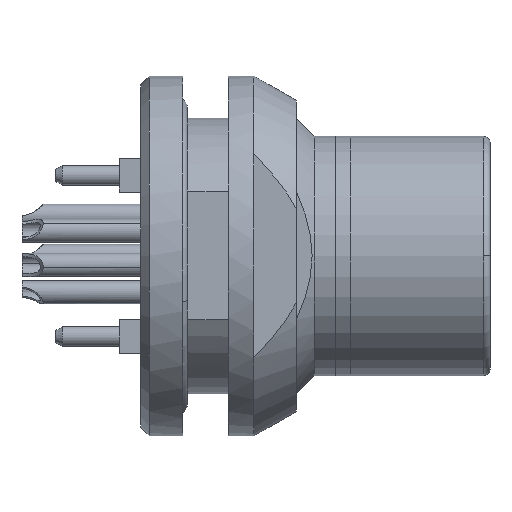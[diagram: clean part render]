
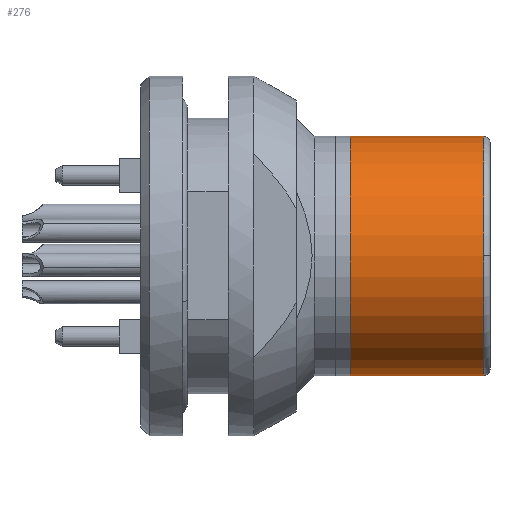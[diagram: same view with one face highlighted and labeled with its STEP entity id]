
A CAD part, top view. The second image highlights one B-rep face of the part: STEP entity #276.
In plain terms, the highlighted cylindrical face has radius 5.65 mm (diameter 11.3 mm), a partial arc.
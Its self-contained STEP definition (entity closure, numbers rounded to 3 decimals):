
#276=ADVANCED_FACE('',(#655),#656,.T.);
#655=FACE_OUTER_BOUND('',#1158,.T.);
#656=CYLINDRICAL_SURFACE('',#1159,5.65);
#1158=EDGE_LOOP('',(#1963,#1964,#1965,#1966,#1967));
#1159=AXIS2_PLACEMENT_3D('',#1968,#1969,#1970);
#1963=ORIENTED_EDGE('',*,*,#3297,.F.);
#1964=ORIENTED_EDGE('',*,*,#3298,.T.);
#1965=ORIENTED_EDGE('',*,*,#3299,.F.);
#1966=ORIENTED_EDGE('',*,*,#3300,.F.);
#1967=ORIENTED_EDGE('',*,*,#3301,.F.);
#1968=CARTESIAN_POINT('',(-3.3,0.,0.0));
#1969=DIRECTION('',(-1.0,0.0,0.0));
#1970=DIRECTION('',(0.0,1.0,0.0));
#3297=EDGE_CURVE('',#4093,#4094,#4095,.T.);
#3298=EDGE_CURVE('',#4093,#4096,#4097,.T.);
#3299=EDGE_CURVE('',#4098,#4096,#4099,.T.);
#3300=EDGE_CURVE('',#4100,#4098,#4101,.T.);
#3301=EDGE_CURVE('',#4094,#4100,#4102,.T.);
#4093=VERTEX_POINT('',#6021);
#4094=VERTEX_POINT('',#6022);
#4095=LINE('',#6023,#6024);
#4096=VERTEX_POINT('',#6025);
#4097=CIRCLE('',#6026,5.65);
#4098=VERTEX_POINT('',#6027);
#4099=LINE('',#6028,#6029);
#4100=VERTEX_POINT('',#6030);
#4101=CIRCLE('',#6031,5.65);
#4102=CIRCLE('',#6032,5.65);
#6021=CARTESIAN_POINT('',(-6.6,5.65,0.0));
#6022=CARTESIAN_POINT('',(-0.3,5.65,0.));
#6023=CARTESIAN_POINT('',(-3.3,5.65,0.));
#6024=VECTOR('',#7146,1.0);
#6025=CARTESIAN_POINT('',(-6.6,-5.65,0.));
#6026=AXIS2_PLACEMENT_3D('',#7147,#7148,#7149);
#6027=CARTESIAN_POINT('',(-0.3,-5.65,0.));
#6028=CARTESIAN_POINT('',(-3.3,-5.65,0.));
#6029=VECTOR('',#7150,5.65);
#6030=CARTESIAN_POINT('',(-0.3,0.,5.65));
#6031=AXIS2_PLACEMENT_3D('',#7151,#7152,#7153);
#6032=AXIS2_PLACEMENT_3D('',#7154,#7155,#7156);
#7146=DIRECTION('',(1.0,-0.0,-0.0));
#7147=CARTESIAN_POINT('',(-6.6,0.,0.0));
#7148=DIRECTION('',(1.0,0.0,0.0));
#7149=DIRECTION('',(0.0,1.0,0.0));
#7150=DIRECTION('',(-1.0,0.,0.0));
#7151=CARTESIAN_POINT('',(-0.3,0.,0.0));
#7152=DIRECTION('',(1.0,0.,0.));
#7153=DIRECTION('',(0.,-1.0,0.));
#7154=CARTESIAN_POINT('',(-0.3,0.,0.0));
#7155=DIRECTION('',(1.0,0.,0.));
#7156=DIRECTION('',(0.,-1.0,0.));
